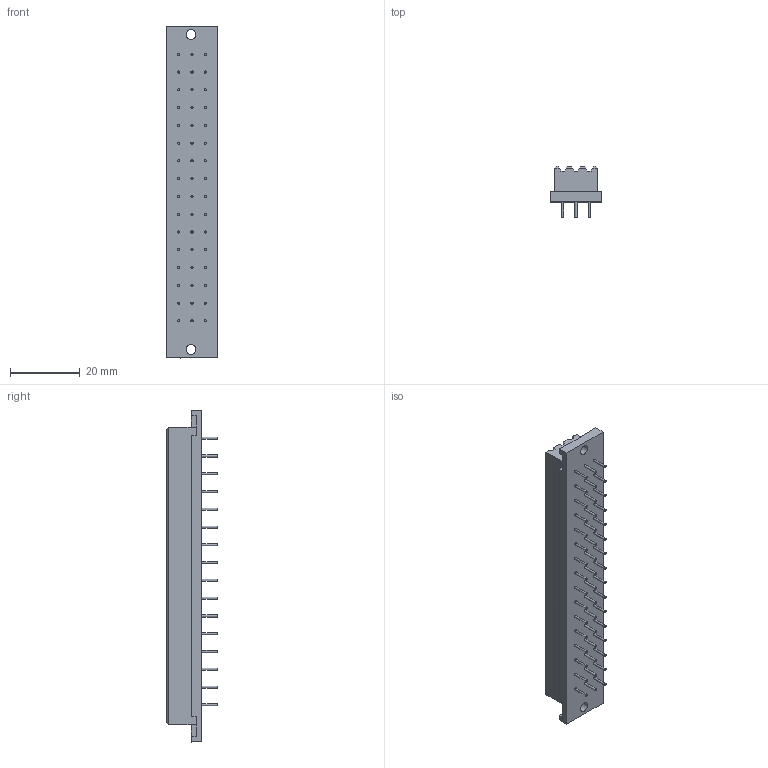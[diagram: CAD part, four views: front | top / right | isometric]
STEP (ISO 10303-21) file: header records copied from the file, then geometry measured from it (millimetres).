
FILE_DESCRIPTION(/* description */ (''),/* implementation_level */ '2;1');
FILE_NAME(/* name */ '100072727ugm000_b.stp',/* time_stamp */ '2015-09-02T07:31:50+02:00',/* author */ (''),/* organization */ (''),/* preprocessor_version */ 'ST-DEVELOPER v15',/* originating_system */ 'SIEMENS PLM Software NX 8.5',/* authorisation */ '');
FILE_SCHEMA (('AUTOMOTIVE_DESIGN { 1 0 10303 214 3 1 1 1 }'));
Length unit declared in the file: millimetre
Products named in the file (1): 100072727ugm000_b
Bounding box: 14.8 x 14.6 x 94.9 mm (x, y, z)
Volume: 10527.6 mm3; surface area: 7135.3 mm2
Topology: 1 solids, 1 shells, 402 faces, 908 edges, 604 vertices
Faces by surface type: plane 352, cylinder 50
Full cylindrical faces by diameter (mm): 0.6 x48, 2.8 x2
Entity records: 13013 total; most frequent: CARTESIAN_POINT 1865, DIRECTION 1764, ORIENTED_EDGE 1716, EDGE_CURVE 858, LINE 758, VECTOR 758, VERTEX_POINT 604, EDGE_LOOP 552
